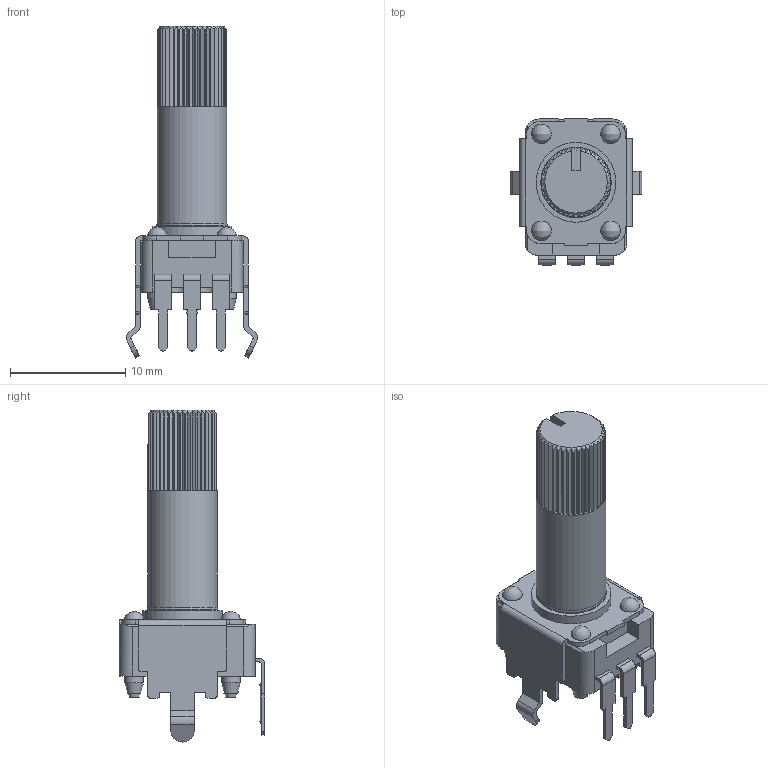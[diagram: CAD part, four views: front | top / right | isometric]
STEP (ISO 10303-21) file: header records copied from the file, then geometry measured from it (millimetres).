
FILE_DESCRIPTION((' '),'2;1');
FILE_NAME( 'R0904N-L-25KQ.stp', '2022-08-31T12:16:42', (' '), ('--- Datakit www.datakit.com---'), ' Datakit CrossCadWare V2022.3 Jun 15 2022', 'DATAKIT 2022 (c)', ' ');
FILE_SCHEMA(('AP242_MANAGED_MODEL_BASED_3D_ENGINEERING_MIM_LF { 1 0 10303 442 1 1 4 }'));
Length unit declared in the file: millimetre
Products named in the file (1): R0904N-L-25KQ
Bounding box: 11.4 x 12.65 x 28.8 mm (x, y, z)
Volume: 1068.3 mm3; surface area: 1218.6 mm2
Topology: 2 solids, 2 shells, 332 faces, 916 edges, 608 vertices
Faces by surface type: plane 212, cylinder 96, cone 14, revolution 10
Full cylindrical faces by diameter (mm): 1.19 x1, 1.3 x2, 1.6 x2, 1.64 x2, 6.05 x1, 6.11 x1, 6.92 x1
Entity records: 11162 total; most frequent: CARTESIAN_POINT 2361, ORIENTED_EDGE 1770, DIRECTION 1685, EDGE_CURVE 885, VERTEX_POINT 603, VECTOR 581, LINE 581, AXIS2_PLACEMENT_3D 547
